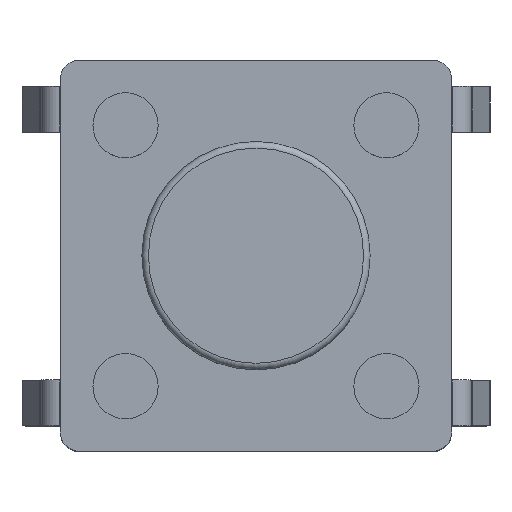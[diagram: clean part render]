
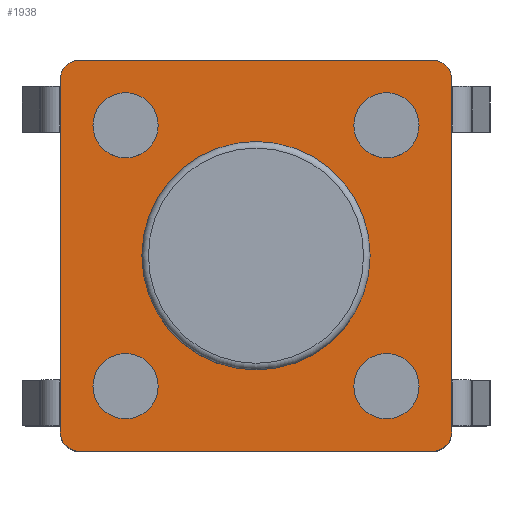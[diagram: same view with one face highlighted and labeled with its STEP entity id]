
A CAD part, top view. The second image highlights one B-rep face of the part: STEP entity #1938.
In plain terms, the highlighted planar face has unit normal (0, 0, 1).
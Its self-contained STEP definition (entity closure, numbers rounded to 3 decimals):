
#18=FACE_BOUND('',#632,.T.);
#19=FACE_BOUND('',#633,.T.);
#20=FACE_BOUND('',#634,.T.);
#21=FACE_BOUND('',#635,.T.);
#22=FACE_BOUND('',#636,.T.);
#25=PLANE('',#2064);
#88=LINE('',#2835,#285);
#89=LINE('',#2839,#286);
#90=LINE('',#2843,#287);
#91=LINE('',#2847,#288);
#285=VECTOR('',#2269,1.);
#286=VECTOR('',#2272,1.);
#287=VECTOR('',#2275,1.);
#288=VECTOR('',#2278,1.);
#526=FACE_OUTER_BOUND('',#631,.T.);
#631=EDGE_LOOP('',(#1286,#1287,#1288,#1289,#1290,#1291,#1292,#1293));
#632=EDGE_LOOP('',(#1294));
#633=EDGE_LOOP('',(#1295));
#634=EDGE_LOOP('',(#1296));
#635=EDGE_LOOP('',(#1297));
#636=EDGE_LOOP('',(#1298));
#739=CIRCLE('',#2058,1.75);
#741=CIRCLE('',#2063,0.5);
#742=CIRCLE('',#2065,0.3);
#743=CIRCLE('',#2066,0.3);
#744=CIRCLE('',#2067,0.3);
#745=CIRCLE('',#2068,0.3);
#746=CIRCLE('',#2069,0.5);
#747=CIRCLE('',#2070,0.5);
#748=CIRCLE('',#2071,0.5);
#818=VERTEX_POINT('',#2821);
#820=VERTEX_POINT('',#2829);
#821=VERTEX_POINT('',#2833);
#822=VERTEX_POINT('',#2834);
#823=VERTEX_POINT('',#2836);
#824=VERTEX_POINT('',#2838);
#825=VERTEX_POINT('',#2840);
#826=VERTEX_POINT('',#2842);
#827=VERTEX_POINT('',#2844);
#828=VERTEX_POINT('',#2846);
#829=VERTEX_POINT('',#2849);
#830=VERTEX_POINT('',#2851);
#831=VERTEX_POINT('',#2853);
#998=EDGE_CURVE('',#818,#818,#739,.T.);
#1001=EDGE_CURVE('',#820,#820,#741,.T.);
#1003=EDGE_CURVE('',#821,#822,#88,.T.);
#1004=EDGE_CURVE('',#822,#823,#742,.T.);
#1005=EDGE_CURVE('',#823,#824,#89,.T.);
#1006=EDGE_CURVE('',#824,#825,#743,.T.);
#1007=EDGE_CURVE('',#825,#826,#90,.T.);
#1008=EDGE_CURVE('',#826,#827,#744,.T.);
#1009=EDGE_CURVE('',#827,#828,#91,.T.);
#1010=EDGE_CURVE('',#821,#828,#745,.T.);
#1011=EDGE_CURVE('',#829,#829,#746,.T.);
#1012=EDGE_CURVE('',#830,#830,#747,.T.);
#1013=EDGE_CURVE('',#831,#831,#748,.T.);
#1286=ORIENTED_EDGE('',*,*,#1003,.T.);
#1287=ORIENTED_EDGE('',*,*,#1004,.T.);
#1288=ORIENTED_EDGE('',*,*,#1005,.T.);
#1289=ORIENTED_EDGE('',*,*,#1006,.T.);
#1290=ORIENTED_EDGE('',*,*,#1007,.T.);
#1291=ORIENTED_EDGE('',*,*,#1008,.T.);
#1292=ORIENTED_EDGE('',*,*,#1009,.T.);
#1293=ORIENTED_EDGE('',*,*,#1010,.F.);
#1294=ORIENTED_EDGE('',*,*,#1011,.T.);
#1295=ORIENTED_EDGE('',*,*,#998,.T.);
#1296=ORIENTED_EDGE('',*,*,#1012,.T.);
#1297=ORIENTED_EDGE('',*,*,#1013,.T.);
#1298=ORIENTED_EDGE('',*,*,#1001,.T.);
#1938=ADVANCED_FACE('',(#526,#18,#19,#20,#21,#22),#25,.F.);
#2058=AXIS2_PLACEMENT_3D('',#2822,#2253,#2254);
#2063=AXIS2_PLACEMENT_3D('',#2830,#2264,#2265);
#2064=AXIS2_PLACEMENT_3D('',#2832,#2267,#2268);
#2065=AXIS2_PLACEMENT_3D('',#2837,#2270,#2271);
#2066=AXIS2_PLACEMENT_3D('',#2841,#2273,#2274);
#2067=AXIS2_PLACEMENT_3D('',#2845,#2276,#2277);
#2068=AXIS2_PLACEMENT_3D('',#2848,#2279,#2280);
#2069=AXIS2_PLACEMENT_3D('',#2850,#2281,#2282);
#2070=AXIS2_PLACEMENT_3D('',#2852,#2283,#2284);
#2071=AXIS2_PLACEMENT_3D('',#2854,#2285,#2286);
#2253=DIRECTION('center_axis',(0.,0.,-1.));
#2254=DIRECTION('ref_axis',(1.,0.,0.));
#2264=DIRECTION('center_axis',(0.,0.,-1.));
#2265=DIRECTION('ref_axis',(1.,0.,0.));
#2267=DIRECTION('center_axis',(0.,0.,-1.));
#2268=DIRECTION('ref_axis',(-1.,0.,0.));
#2269=DIRECTION('',(1.,0.,0.));
#2270=DIRECTION('center_axis',(0.,0.,1.));
#2271=DIRECTION('ref_axis',(0.,-1.,0.));
#2272=DIRECTION('',(0.,1.,0.));
#2273=DIRECTION('center_axis',(0.,0.,1.));
#2274=DIRECTION('ref_axis',(0.,-1.,0.));
#2275=DIRECTION('',(-1.,0.,0.));
#2276=DIRECTION('center_axis',(0.,0.,1.));
#2277=DIRECTION('ref_axis',(0.,-1.,0.));
#2278=DIRECTION('',(0.,-1.,0.));
#2279=DIRECTION('center_axis',(0.,0.,-1.));
#2280=DIRECTION('ref_axis',(0.,-1.,0.));
#2281=DIRECTION('center_axis',(0.,0.,-1.));
#2282=DIRECTION('ref_axis',(1.,0.,0.));
#2283=DIRECTION('center_axis',(0.,0.,-1.));
#2284=DIRECTION('ref_axis',(1.,0.,0.));
#2285=DIRECTION('center_axis',(0.,0.,-1.));
#2286=DIRECTION('ref_axis',(1.,0.,0.));
#2821=CARTESIAN_POINT('',(1.4,-2.25,3.6));
#2822=CARTESIAN_POINT('Origin',(3.15,-2.25,3.6));
#2829=CARTESIAN_POINT('',(0.65,-4.25,3.6));
#2830=CARTESIAN_POINT('Origin',(1.15,-4.25,3.6));
#2832=CARTESIAN_POINT('Origin',(0.15,-5.25,3.6));
#2833=CARTESIAN_POINT('',(0.45,-5.25,3.6));
#2834=CARTESIAN_POINT('',(5.85,-5.25,3.6));
#2835=CARTESIAN_POINT('',(0.15,-5.25,3.6));
#2836=CARTESIAN_POINT('',(6.15,-4.95,3.6));
#2837=CARTESIAN_POINT('Origin',(5.85,-4.95,3.6));
#2838=CARTESIAN_POINT('',(6.15,0.45,3.6));
#2839=CARTESIAN_POINT('',(6.15,-5.25,3.6));
#2840=CARTESIAN_POINT('',(5.85,0.75,3.6));
#2841=CARTESIAN_POINT('Origin',(5.85,0.45,3.6));
#2842=CARTESIAN_POINT('',(0.45,0.75,3.6));
#2843=CARTESIAN_POINT('',(6.15,0.75,3.6));
#2844=CARTESIAN_POINT('',(0.15,0.45,3.6));
#2845=CARTESIAN_POINT('Origin',(0.45,0.45,3.6));
#2846=CARTESIAN_POINT('',(0.15,-4.95,3.6));
#2847=CARTESIAN_POINT('',(0.15,0.75,3.6));
#2848=CARTESIAN_POINT('Origin',(0.45,-4.95,3.6));
#2849=CARTESIAN_POINT('',(4.65,-4.25,3.6));
#2850=CARTESIAN_POINT('Origin',(5.15,-4.25,3.6));
#2851=CARTESIAN_POINT('',(0.65,-0.25,3.6));
#2852=CARTESIAN_POINT('Origin',(1.15,-0.25,3.6));
#2853=CARTESIAN_POINT('',(4.65,-0.25,3.6));
#2854=CARTESIAN_POINT('Origin',(5.15,-0.25,3.6));
